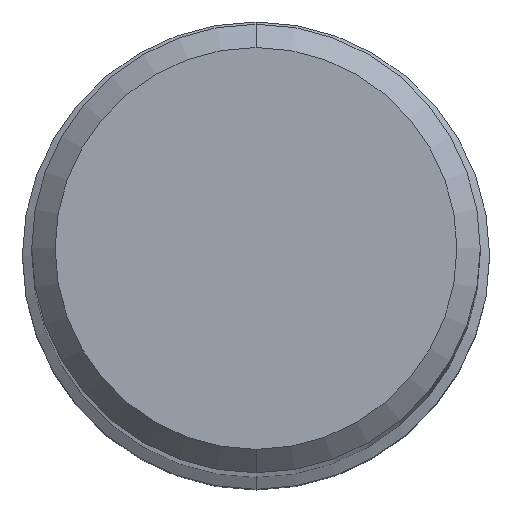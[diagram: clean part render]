
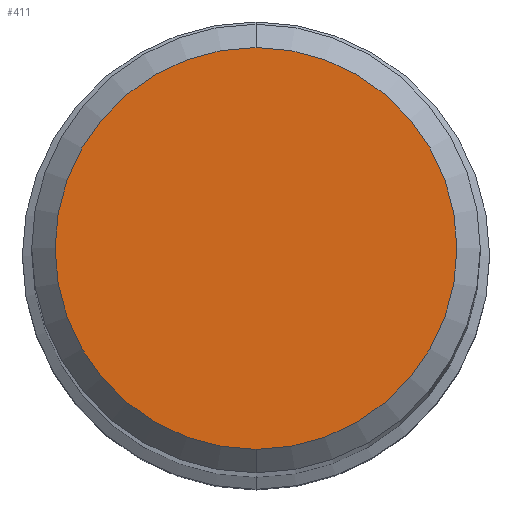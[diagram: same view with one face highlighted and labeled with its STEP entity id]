
A CAD part, top view. The second image highlights one B-rep face of the part: STEP entity #411.
In plain terms, the highlighted planar face has unit normal (0, 0, 1).
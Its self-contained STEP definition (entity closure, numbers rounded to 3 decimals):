
#217=EDGE_CURVE('',#219,#287,#604,.T.);
#219=VERTEX_POINT('',#606);
#287=VERTEX_POINT('',#681);
#365=EDGE_CURVE('',#287,#219,#770,.T.);
#411=ADVANCED_FACE('',(#823),#824,.T.);
#604=CIRCLE('',#1025,4.3);
#606=CARTESIAN_POINT('',(0.,-4.3,0.0));
#681=CARTESIAN_POINT('',(0.0,4.3,0.0));
#770=CIRCLE('',#1328,4.3);
#823=FACE_OUTER_BOUND('',#1449,.T.);
#824=PLANE('',#1450);
#1025=AXIS2_PLACEMENT_3D('',#1801,#1802,#1803);
#1328=AXIS2_PLACEMENT_3D('',#2014,#2015,#2016);
#1449=EDGE_LOOP('',(#2097,#2098));
#1450=AXIS2_PLACEMENT_3D('',#2099,#2100,#2101);
#1801=CARTESIAN_POINT('',(0.0,0.0,0.0));
#1802=DIRECTION('',(0.0,0.0,-1.0));
#1803=DIRECTION('',(0.0,1.0,0.0));
#2014=CARTESIAN_POINT('',(0.0,0.0,0.0));
#2015=DIRECTION('',(0.0,0.0,-1.0));
#2016=DIRECTION('',(0.0,1.0,0.0));
#2097=ORIENTED_EDGE('',*,*,#365,.F.);
#2098=ORIENTED_EDGE('',*,*,#217,.F.);
#2099=CARTESIAN_POINT('',(0.0,2.15,0.0));
#2100=DIRECTION('',(-0.0,0.0,1.0));
#2101=DIRECTION('',(0.0,-1.0,0.0));
